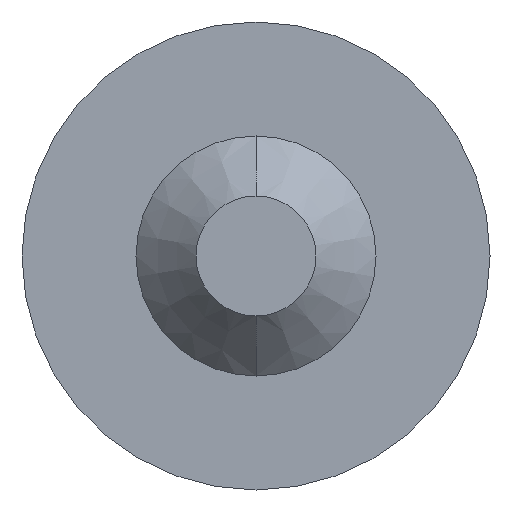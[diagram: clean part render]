
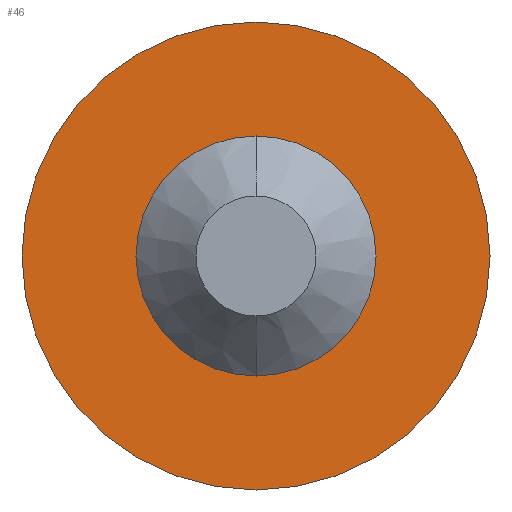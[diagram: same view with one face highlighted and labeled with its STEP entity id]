
A CAD part, front view. The second image highlights one B-rep face of the part: STEP entity #46.
In plain terms, the highlighted planar face has unit normal (0, -1, 0).
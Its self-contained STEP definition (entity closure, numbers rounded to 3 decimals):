
#2 = EDGE_CURVE ( 'NONE', #279, #16, #548, .T. ) ;
#3 = EDGE_LOOP ( 'NONE', ( #560, #492 ) ) ;
#9 = AXIS2_PLACEMENT_3D ( 'NONE', #49, #402, #543 ) ;
#16 = VERTEX_POINT ( 'NONE', #514 ) ;
#33 = PLANE ( 'NONE',  #502 ) ;
#46 = ADVANCED_FACE ( 'NONE', ( #250, #181 ), #33, .F. ) ;
#49 = CARTESIAN_POINT ( 'NONE',  ( 0., 0., 0. ) ) ;
#69 = ORIENTED_EDGE ( 'NONE', *, *, #257, .F. ) ;
#73 = DIRECTION ( 'NONE',  ( 0., 1., 0. ) ) ;
#80 = CIRCLE ( 'NONE', #351, 1. ) ;
#103 = EDGE_LOOP ( 'NONE', ( #231, #69 ) ) ;
#127 = DIRECTION ( 'NONE',  ( 0., 0., 1. ) ) ;
#147 = AXIS2_PLACEMENT_3D ( 'NONE', #469, #73, #127 ) ;
#171 = CARTESIAN_POINT ( 'NONE',  ( 0., 0., 0. ) ) ;
#181 = FACE_OUTER_BOUND ( 'NONE', #103, .T. ) ;
#219 = CARTESIAN_POINT ( 'NONE',  ( 0., 0., 1. ) ) ;
#227 = CIRCLE ( 'NONE', #9, 1.95 ) ;
#231 = ORIENTED_EDGE ( 'NONE', *, *, #2, .F. ) ;
#246 = EDGE_CURVE ( 'NONE', #555, #467, #80, .T. ) ;
#250 = FACE_BOUND ( 'NONE', #3, .T. ) ;
#257 = EDGE_CURVE ( 'NONE', #16, #279, #227, .T. ) ;
#279 = VERTEX_POINT ( 'NONE', #339 ) ;
#285 = DIRECTION ( 'NONE',  ( 0., 0., 1. ) ) ;
#290 = DIRECTION ( 'NONE',  ( 0., 0., 1. ) ) ;
#339 = CARTESIAN_POINT ( 'NONE',  ( 0., 0., -1.95 ) ) ;
#351 = AXIS2_PLACEMENT_3D ( 'NONE', #504, #390, #290 ) ;
#390 = DIRECTION ( 'NONE',  ( 0., 1., 0. ) ) ;
#402 = DIRECTION ( 'NONE',  ( 0., 1., 0. ) ) ;
#416 = DIRECTION ( 'NONE',  ( 0., 1., 0. ) ) ;
#417 = EDGE_CURVE ( 'NONE', #467, #555, #613, .T. ) ;
#436 = DIRECTION ( 'NONE',  ( 0., 1., 0. ) ) ;
#467 = VERTEX_POINT ( 'NONE', #219 ) ;
#469 = CARTESIAN_POINT ( 'NONE',  ( 0., 0., 0. ) ) ;
#492 = ORIENTED_EDGE ( 'NONE', *, *, #246, .T. ) ;
#502 = AXIS2_PLACEMENT_3D ( 'NONE', #536, #436, #285 ) ;
#504 = CARTESIAN_POINT ( 'NONE',  ( 0., 0., 0. ) ) ;
#514 = CARTESIAN_POINT ( 'NONE',  ( 0., 0., 1.95 ) ) ;
#522 = DIRECTION ( 'NONE',  ( 0., 0., 1. ) ) ;
#536 = CARTESIAN_POINT ( 'NONE',  ( 0., 0., 0. ) ) ;
#543 = DIRECTION ( 'NONE',  ( 0., 0., 1. ) ) ;
#548 = CIRCLE ( 'NONE', #147, 1.95 ) ;
#555 = VERTEX_POINT ( 'NONE', #569 ) ;
#560 = ORIENTED_EDGE ( 'NONE', *, *, #417, .T. ) ;
#569 = CARTESIAN_POINT ( 'NONE',  ( 0., 0., -1. ) ) ;
#613 = CIRCLE ( 'NONE', #620, 1. ) ;
#620 = AXIS2_PLACEMENT_3D ( 'NONE', #171, #416, #522 ) ;
